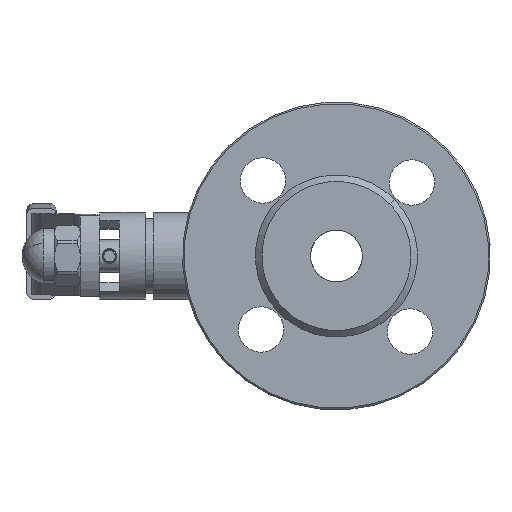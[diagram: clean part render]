
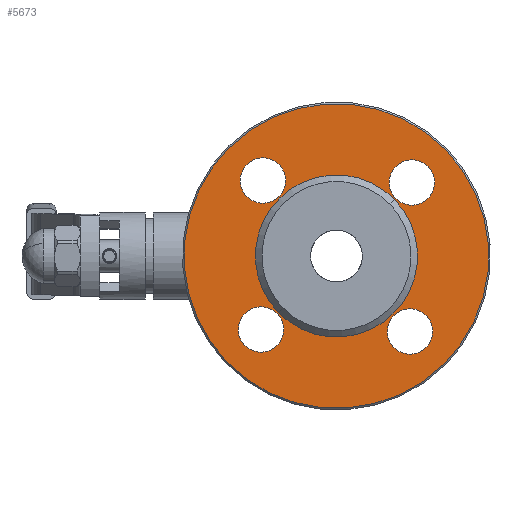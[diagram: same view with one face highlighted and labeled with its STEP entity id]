
A CAD part, left-side view. The second image highlights one B-rep face of the part: STEP entity #5673.
In plain terms, the highlighted face is planar.
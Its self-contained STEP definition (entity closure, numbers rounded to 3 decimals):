
#124 = DIRECTION ( 'NONE',  ( 0., 0., 1. ) ) ;
#151 = AXIS2_PLACEMENT_3D ( 'NONE', #5489, #2240, #1558 ) ;
#209 = CARTESIAN_POINT ( 'NONE',  ( 7., -32.5, 12. ) ) ;
#210 = DIRECTION ( 'NONE',  ( 1., 0., 0. ) ) ;
#285 = DIRECTION ( 'NONE',  ( 1., 0., 0. ) ) ;
#291 = CARTESIAN_POINT ( 'NONE',  ( 25.5, 0., 12. ) ) ;
#300 = VERTEX_POINT ( 'NONE', #291 ) ;
#312 = DIRECTION ( 'NONE',  ( 1., 0., 0. ) ) ;
#357 = VERTEX_POINT ( 'NONE', #7438 ) ;
#381 = AXIS2_PLACEMENT_3D ( 'NONE', #8092, #5081, #1156 ) ;
#530 = DIRECTION ( 'NONE',  ( 1., 0., 0. ) ) ;
#617 = EDGE_LOOP ( 'NONE', ( #9950, #917 ) ) ;
#687 = ORIENTED_EDGE ( 'NONE', *, *, #4323, .F. ) ;
#813 = CARTESIAN_POINT ( 'NONE',  ( 39.5, 0., 12. ) ) ;
#857 = EDGE_CURVE ( 'NONE', #8611, #10100, #8655, .T. ) ;
#917 = ORIENTED_EDGE ( 'NONE', *, *, #7671, .F. ) ;
#1156 = DIRECTION ( 'NONE',  ( 1., 0., 0. ) ) ;
#1158 = VERTEX_POINT ( 'NONE', #8006 ) ;
#1194 = DIRECTION ( 'NONE',  ( 0., 0., 1. ) ) ;
#1356 = DIRECTION ( 'NONE',  ( 1., 0., 0. ) ) ;
#1501 = AXIS2_PLACEMENT_3D ( 'NONE', #1582, #6896, #1356 ) ;
#1558 = DIRECTION ( 'NONE',  ( 1., 0., 0. ) ) ;
#1579 = DIRECTION ( 'NONE',  ( 1., 0., 0. ) ) ;
#1582 = CARTESIAN_POINT ( 'NONE',  ( 0., 0., 12. ) ) ;
#1740 = CARTESIAN_POINT ( 'NONE',  ( -25., 0., 12. ) ) ;
#1767 = EDGE_CURVE ( 'NONE', #3633, #8749, #4322, .T. ) ;
#1805 = CIRCLE ( 'NONE', #151, 25. ) ;
#1873 = FACE_BOUND ( 'NONE', #617, .T. ) ;
#1916 = DIRECTION ( 'NONE',  ( 0., 0., 1. ) ) ;
#2026 = PLANE ( 'NONE',  #10092 ) ;
#2240 = DIRECTION ( 'NONE',  ( 0., 0., 1. ) ) ;
#2301 = CARTESIAN_POINT ( 'NONE',  ( -7., -32.5, 12. ) ) ;
#2463 = CIRCLE ( 'NONE', #7918, 7. ) ;
#2511 = CARTESIAN_POINT ( 'NONE',  ( 0., 32.5, 12. ) ) ;
#2521 = EDGE_LOOP ( 'NONE', ( #2760, #3792 ) ) ;
#2544 = EDGE_CURVE ( 'NONE', #5902, #4910, #5004, .T. ) ;
#2566 = DIRECTION ( 'NONE',  ( 0., 0., 1. ) ) ;
#2726 = VERTEX_POINT ( 'NONE', #8394 ) ;
#2760 = ORIENTED_EDGE ( 'NONE', *, *, #5885, .F. ) ;
#2794 = CARTESIAN_POINT ( 'NONE',  ( 25., 0., 12. ) ) ;
#3055 = CARTESIAN_POINT ( 'NONE',  ( 0., 0., 12. ) ) ;
#3094 = CARTESIAN_POINT ( 'NONE',  ( -32.5, 0., 12. ) ) ;
#3254 = EDGE_CURVE ( 'NONE', #4910, #5902, #2463, .T. ) ;
#3306 = AXIS2_PLACEMENT_3D ( 'NONE', #2511, #124, #8286 ) ;
#3338 = AXIS2_PLACEMENT_3D ( 'NONE', #4837, #2566, #285 ) ;
#3620 = CIRCLE ( 'NONE', #9392, 7. ) ;
#3633 = VERTEX_POINT ( 'NONE', #2794 ) ;
#3792 = ORIENTED_EDGE ( 'NONE', *, *, #5388, .F. ) ;
#3923 = EDGE_LOOP ( 'NONE', ( #7746, #3989 ) ) ;
#3989 = ORIENTED_EDGE ( 'NONE', *, *, #3254, .F. ) ;
#4117 = CIRCLE ( 'NONE', #3306, 7. ) ;
#4131 = CIRCLE ( 'NONE', #1501, 47. ) ;
#4167 = CARTESIAN_POINT ( 'NONE',  ( 47., 0., 12. ) ) ;
#4322 = CIRCLE ( 'NONE', #8281, 25. ) ;
#4323 = EDGE_CURVE ( 'NONE', #2726, #357, #7352, .T. ) ;
#4457 = DIRECTION ( 'NONE',  ( 0., 0., 1. ) ) ;
#4473 = VERTEX_POINT ( 'NONE', #5676 ) ;
#4837 = CARTESIAN_POINT ( 'NONE',  ( -32.5, 0., 12. ) ) ;
#4841 = EDGE_LOOP ( 'NONE', ( #5587, #4877 ) ) ;
#4877 = ORIENTED_EDGE ( 'NONE', *, *, #1767, .F. ) ;
#4910 = VERTEX_POINT ( 'NONE', #2301 ) ;
#4942 = DIRECTION ( 'NONE',  ( 1., 0., 0. ) ) ;
#5004 = CIRCLE ( 'NONE', #381, 7. ) ;
#5081 = DIRECTION ( 'NONE',  ( 0., 0., 1. ) ) ;
#5091 = ORIENTED_EDGE ( 'NONE', *, *, #9346, .F. ) ;
#5372 = FACE_BOUND ( 'NONE', #8717, .T. ) ;
#5388 = EDGE_CURVE ( 'NONE', #300, #8902, #8601, .T. ) ;
#5489 = CARTESIAN_POINT ( 'NONE',  ( 0., 0., 12. ) ) ;
#5578 = DIRECTION ( 'NONE',  ( 0., 0., 1. ) ) ;
#5587 = ORIENTED_EDGE ( 'NONE', *, *, #6998, .F. ) ;
#5673 = ADVANCED_FACE ( 'NONE', ( #7468, #5372, #7756, #10128, #1873, #5858 ), #2026, .T. ) ;
#5676 = CARTESIAN_POINT ( 'NONE',  ( -7., 32.5, 12. ) ) ;
#5749 = CARTESIAN_POINT ( 'NONE',  ( 32.5, 0., 12. ) ) ;
#5858 = FACE_BOUND ( 'NONE', #4841, .T. ) ;
#5885 = EDGE_CURVE ( 'NONE', #8902, #300, #9756, .T. ) ;
#5902 = VERTEX_POINT ( 'NONE', #209 ) ;
#5909 = CARTESIAN_POINT ( 'NONE',  ( -47., 0., 12. ) ) ;
#6202 = DIRECTION ( 'NONE',  ( 0., 0., 1. ) ) ;
#6689 = CARTESIAN_POINT ( 'NONE',  ( 0., 0., 12. ) ) ;
#6803 = AXIS2_PLACEMENT_3D ( 'NONE', #8993, #1194, #8945 ) ;
#6896 = DIRECTION ( 'NONE',  ( 0., 0., 1. ) ) ;
#6977 = CIRCLE ( 'NONE', #3338, 7. ) ;
#6988 = DIRECTION ( 'NONE',  ( 0., 0., 1. ) ) ;
#6998 = EDGE_CURVE ( 'NONE', #8749, #3633, #1805, .T. ) ;
#7162 = DIRECTION ( 'NONE',  ( 0., 0., 1. ) ) ;
#7232 = EDGE_CURVE ( 'NONE', #1158, #4473, #3620, .T. ) ;
#7352 = CIRCLE ( 'NONE', #8667, 7. ) ;
#7407 = CARTESIAN_POINT ( 'NONE',  ( 0., -32.5, 12. ) ) ;
#7438 = CARTESIAN_POINT ( 'NONE',  ( -39.5, 0., 12. ) ) ;
#7468 = FACE_OUTER_BOUND ( 'NONE', #9614, .T. ) ;
#7621 = AXIS2_PLACEMENT_3D ( 'NONE', #5749, #7162, #8035 ) ;
#7671 = EDGE_CURVE ( 'NONE', #4473, #1158, #4117, .T. ) ;
#7672 = AXIS2_PLACEMENT_3D ( 'NONE', #8391, #4457, #530 ) ;
#7746 = ORIENTED_EDGE ( 'NONE', *, *, #2544, .F. ) ;
#7756 = FACE_BOUND ( 'NONE', #3923, .T. ) ;
#7918 = AXIS2_PLACEMENT_3D ( 'NONE', #7407, #1916, #312 ) ;
#8006 = CARTESIAN_POINT ( 'NONE',  ( 7., 32.5, 12. ) ) ;
#8035 = DIRECTION ( 'NONE',  ( 1., 0., 0. ) ) ;
#8078 = CARTESIAN_POINT ( 'NONE',  ( 0., 32.5, 12. ) ) ;
#8092 = CARTESIAN_POINT ( 'NONE',  ( 0., -32.5, 12. ) ) ;
#8190 = DIRECTION ( 'NONE',  ( 1., 0., 0. ) ) ;
#8281 = AXIS2_PLACEMENT_3D ( 'NONE', #3055, #5578, #4942 ) ;
#8284 = ORIENTED_EDGE ( 'NONE', *, *, #857, .T. ) ;
#8286 = DIRECTION ( 'NONE',  ( 1., 0., 0. ) ) ;
#8391 = CARTESIAN_POINT ( 'NONE',  ( 0., 0., 12. ) ) ;
#8394 = CARTESIAN_POINT ( 'NONE',  ( -25.5, 0., 12. ) ) ;
#8477 = EDGE_CURVE ( 'NONE', #10100, #8611, #4131, .T. ) ;
#8601 = CIRCLE ( 'NONE', #7621, 7. ) ;
#8611 = VERTEX_POINT ( 'NONE', #4167 ) ;
#8655 = CIRCLE ( 'NONE', #7672, 47. ) ;
#8667 = AXIS2_PLACEMENT_3D ( 'NONE', #3094, #6202, #1579 ) ;
#8717 = EDGE_LOOP ( 'NONE', ( #687, #5091 ) ) ;
#8749 = VERTEX_POINT ( 'NONE', #1740 ) ;
#8902 = VERTEX_POINT ( 'NONE', #813 ) ;
#8945 = DIRECTION ( 'NONE',  ( 1., 0., 0. ) ) ;
#8993 = CARTESIAN_POINT ( 'NONE',  ( 32.5, 0., 12. ) ) ;
#9346 = EDGE_CURVE ( 'NONE', #357, #2726, #6977, .T. ) ;
#9392 = AXIS2_PLACEMENT_3D ( 'NONE', #8078, #9514, #210 ) ;
#9514 = DIRECTION ( 'NONE',  ( 0., 0., 1. ) ) ;
#9614 = EDGE_LOOP ( 'NONE', ( #9990, #8284 ) ) ;
#9756 = CIRCLE ( 'NONE', #6803, 7. ) ;
#9950 = ORIENTED_EDGE ( 'NONE', *, *, #7232, .F. ) ;
#9990 = ORIENTED_EDGE ( 'NONE', *, *, #8477, .T. ) ;
#10092 = AXIS2_PLACEMENT_3D ( 'NONE', #6689, #6988, #8190 ) ;
#10100 = VERTEX_POINT ( 'NONE', #5909 ) ;
#10128 = FACE_BOUND ( 'NONE', #2521, .T. ) ;
